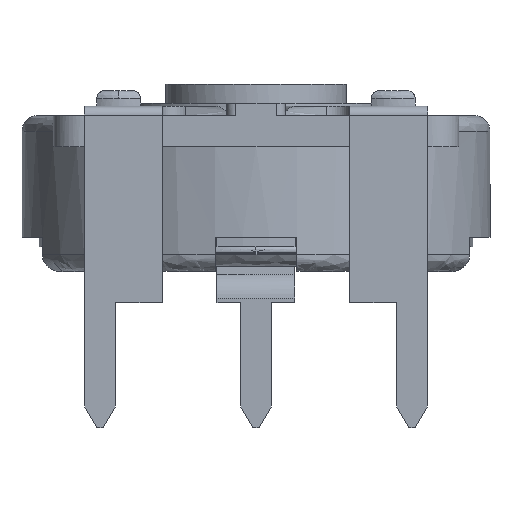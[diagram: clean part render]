
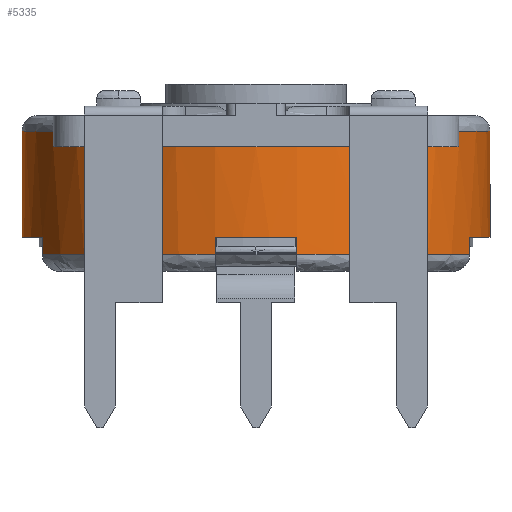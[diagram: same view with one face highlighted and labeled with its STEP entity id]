
A CAD part, front view. The second image highlights one B-rep face of the part: STEP entity #5335.
In plain terms, the highlighted cylindrical face has radius 7.5 mm (diameter 15 mm), a partial arc.
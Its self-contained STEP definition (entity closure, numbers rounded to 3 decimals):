
#164 = CIRCLE ( 'NONE', #1315, 7.5 ) ;
#187 = AXIS2_PLACEMENT_3D ( 'NONE', #2689, #308, #2019 ) ;
#252 = EDGE_CURVE ( 'NONE', #6229, #3743, #4054, .T. ) ;
#253 = EDGE_CURVE ( 'NONE', #6458, #525, #7156, .T. ) ;
#278 = ORIENTED_EDGE ( 'NONE', *, *, #7327, .T. ) ;
#301 = ORIENTED_EDGE ( 'NONE', *, *, #3451, .T. ) ;
#308 = DIRECTION ( 'NONE',  ( 0., 0., -1. ) ) ;
#397 = EDGE_CURVE ( 'NONE', #7763, #653, #580, .T. ) ;
#428 = CARTESIAN_POINT ( 'NONE',  ( -6.852, -3.05, 5. ) ) ;
#459 = VERTEX_POINT ( 'NONE', #2696 ) ;
#486 = CARTESIAN_POINT ( 'NONE',  ( -1.3, -7.386, 5. ) ) ;
#512 = ORIENTED_EDGE ( 'NONE', *, *, #5964, .F. ) ;
#525 = VERTEX_POINT ( 'NONE', #7837 ) ;
#555 = EDGE_CURVE ( 'NONE', #653, #7718, #4830, .T. ) ;
#580 = CIRCLE ( 'NONE', #5090, 7.5 ) ;
#614 = VERTEX_POINT ( 'NONE', #1862 ) ;
#647 = CARTESIAN_POINT ( 'NONE',  ( 0., 0., 1.55 ) ) ;
#653 = VERTEX_POINT ( 'NONE', #4956 ) ;
#808 = DIRECTION ( 'NONE',  ( 1., 0., 0. ) ) ;
#855 = CIRCLE ( 'NONE', #5359, 7.5 ) ;
#911 = DIRECTION ( 'NONE',  ( 1., 0., 0. ) ) ;
#1005 = AXIS2_PLACEMENT_3D ( 'NONE', #5235, #6412, #808 ) ;
#1018 = DIRECTION ( 'NONE',  ( 0., 0., 1. ) ) ;
#1028 = CARTESIAN_POINT ( 'NONE',  ( 0., 0., 5. ) ) ;
#1038 = LINE ( 'NONE', #3422, #5035 ) ;
#1061 = ORIENTED_EDGE ( 'NONE', *, *, #7223, .T. ) ;
#1184 = EDGE_LOOP ( 'NONE', ( #6098, #6864, #1061, #3874, #7385, #1358, #512, #2597, #1396, #7358, #301, #1724, #7348, #3969, #3458, #1209, #278 ) ) ;
#1209 = ORIENTED_EDGE ( 'NONE', *, *, #3711, .F. ) ;
#1252 = CARTESIAN_POINT ( 'NONE',  ( -6.5, -3.742, 5. ) ) ;
#1315 = AXIS2_PLACEMENT_3D ( 'NONE', #4312, #1868, #7465 ) ;
#1358 = ORIENTED_EDGE ( 'NONE', *, *, #4306, .F. ) ;
#1362 = DIRECTION ( 'NONE',  ( 0., 0., -1. ) ) ;
#1396 = ORIENTED_EDGE ( 'NONE', *, *, #5473, .F. ) ;
#1463 = CARTESIAN_POINT ( 'NONE',  ( 6.852, -3.05, 2.1 ) ) ;
#1574 = DIRECTION ( 'NONE',  ( 0., 0., -1. ) ) ;
#1684 = LINE ( 'NONE', #4773, #5639 ) ;
#1697 = VERTEX_POINT ( 'NONE', #2092 ) ;
#1724 = ORIENTED_EDGE ( 'NONE', *, *, #397, .T. ) ;
#1747 = CARTESIAN_POINT ( 'NONE',  ( 1.3, -7.386, 2.1 ) ) ;
#1862 = CARTESIAN_POINT ( 'NONE',  ( -6.5, -3.742, 5. ) ) ;
#1868 = DIRECTION ( 'NONE',  ( 0., 0., -1. ) ) ;
#1943 = VECTOR ( 'NONE', #2317, 1000. ) ;
#1946 = DIRECTION ( 'NONE',  ( 1., 0., 0. ) ) ;
#2019 = DIRECTION ( 'NONE',  ( 1., 0., 0. ) ) ;
#2066 = CARTESIAN_POINT ( 'NONE',  ( 0., 0., 2.1 ) ) ;
#2070 = DIRECTION ( 'NONE',  ( 1., 0., 0. ) ) ;
#2092 = CARTESIAN_POINT ( 'NONE',  ( -7.5, 0., 5.5 ) ) ;
#2100 = DIRECTION ( 'NONE',  ( 0., 0., -1. ) ) ;
#2127 = VERTEX_POINT ( 'NONE', #3519 ) ;
#2317 = DIRECTION ( 'NONE',  ( 0., 0., -1. ) ) ;
#2369 = CARTESIAN_POINT ( 'NONE',  ( -7.5, 0., 2.1 ) ) ;
#2405 = DIRECTION ( 'NONE',  ( 0., 0., -1. ) ) ;
#2447 = AXIS2_PLACEMENT_3D ( 'NONE', #4601, #2653, #2070 ) ;
#2597 = ORIENTED_EDGE ( 'NONE', *, *, #253, .F. ) ;
#2653 = DIRECTION ( 'NONE',  ( 0., 0., 1. ) ) ;
#2689 = CARTESIAN_POINT ( 'NONE',  ( 0., 0., 1.55 ) ) ;
#2696 = CARTESIAN_POINT ( 'NONE',  ( -6.5, -3.742, 5.5 ) ) ;
#2758 = EDGE_CURVE ( 'NONE', #7718, #3702, #855, .T. ) ;
#2976 = VECTOR ( 'NONE', #1018, 1000. ) ;
#3070 = LINE ( 'NONE', #486, #3482 ) ;
#3093 = CARTESIAN_POINT ( 'NONE',  ( 6.852, -3.05, 1.55 ) ) ;
#3114 = EDGE_CURVE ( 'NONE', #2127, #6594, #7723, .T. ) ;
#3197 = VECTOR ( 'NONE', #6099, 1000. ) ;
#3248 = LINE ( 'NONE', #3934, #4677 ) ;
#3363 = LINE ( 'NONE', #3472, #2976 ) ;
#3422 = CARTESIAN_POINT ( 'NONE',  ( 6.852, -3.05, 0.55 ) ) ;
#3451 = EDGE_CURVE ( 'NONE', #2127, #7763, #1684, .T. ) ;
#3458 = ORIENTED_EDGE ( 'NONE', *, *, #7821, .T. ) ;
#3472 = CARTESIAN_POINT ( 'NONE',  ( 1.3, -7.386, 0.55 ) ) ;
#3482 = VECTOR ( 'NONE', #7244, 1000. ) ;
#3485 = DIRECTION ( 'NONE',  ( 0., 0., -1. ) ) ;
#3519 = CARTESIAN_POINT ( 'NONE',  ( 7.5, 0., 2.1 ) ) ;
#3548 = CARTESIAN_POINT ( 'NONE',  ( 0., -7.5, 5. ) ) ;
#3590 = CIRCLE ( 'NONE', #6049, 7.5 ) ;
#3660 = DIRECTION ( 'NONE',  ( 1., 0., 0. ) ) ;
#3667 = VECTOR ( 'NONE', #5987, 1000. ) ;
#3702 = VERTEX_POINT ( 'NONE', #3548 ) ;
#3711 = EDGE_CURVE ( 'NONE', #459, #614, #4933, .T. ) ;
#3743 = VERTEX_POINT ( 'NONE', #2369 ) ;
#3744 = CARTESIAN_POINT ( 'NONE',  ( -1.3, -7.386, 1.55 ) ) ;
#3873 = CARTESIAN_POINT ( 'NONE',  ( 6.5, -3.742, 5. ) ) ;
#3874 = ORIENTED_EDGE ( 'NONE', *, *, #6417, .F. ) ;
#3893 = DIRECTION ( 'NONE',  ( 0., 0., 1. ) ) ;
#3934 = CARTESIAN_POINT ( 'NONE',  ( -7.5, 0., 5. ) ) ;
#3938 = DIRECTION ( 'NONE',  ( 1., 0., 0. ) ) ;
#3969 = ORIENTED_EDGE ( 'NONE', *, *, #2758, .T. ) ;
#4017 = CIRCLE ( 'NONE', #7905, 7.5 ) ;
#4054 = CIRCLE ( 'NONE', #4188, 7.5 ) ;
#4145 = CARTESIAN_POINT ( 'NONE',  ( -6.852, -3.05, 1.55 ) ) ;
#4188 = AXIS2_PLACEMENT_3D ( 'NONE', #2066, #2100, #1946 ) ;
#4276 = AXIS2_PLACEMENT_3D ( 'NONE', #7011, #1574, #911 ) ;
#4306 = EDGE_CURVE ( 'NONE', #7285, #5966, #3590, .T. ) ;
#4312 = CARTESIAN_POINT ( 'NONE',  ( 0., 0., 5.5 ) ) ;
#4552 = DIRECTION ( 'NONE',  ( -1., 0., 0. ) ) ;
#4601 = CARTESIAN_POINT ( 'NONE',  ( 0., 0., 5. ) ) ;
#4677 = VECTOR ( 'NONE', #3893, 1000. ) ;
#4680 = CIRCLE ( 'NONE', #4276, 7.5 ) ;
#4682 = DIRECTION ( 'NONE',  ( 0., 0., -1. ) ) ;
#4773 = CARTESIAN_POINT ( 'NONE',  ( 7.5, 0., 5. ) ) ;
#4830 = LINE ( 'NONE', #7218, #3667 ) ;
#4933 = LINE ( 'NONE', #1252, #3197 ) ;
#4956 = CARTESIAN_POINT ( 'NONE',  ( 6.5, -3.742, 5.5 ) ) ;
#5035 = VECTOR ( 'NONE', #4682, 1000. ) ;
#5090 = AXIS2_PLACEMENT_3D ( 'NONE', #7557, #1362, #7640 ) ;
#5205 = FACE_OUTER_BOUND ( 'NONE', #1184, .T. ) ;
#5235 = CARTESIAN_POINT ( 'NONE',  ( 0., 0., 2.1 ) ) ;
#5259 = CARTESIAN_POINT ( 'NONE',  ( -1.3, -7.386, 2.1 ) ) ;
#5335 = ADVANCED_FACE ( 'NONE', ( #5205 ), #6336, .T. ) ;
#5359 = AXIS2_PLACEMENT_3D ( 'NONE', #1028, #3485, #3938 ) ;
#5473 = EDGE_CURVE ( 'NONE', #6594, #6458, #1038, .T. ) ;
#5541 = VERTEX_POINT ( 'NONE', #3744 ) ;
#5639 = VECTOR ( 'NONE', #7940, 1000. ) ;
#5737 = VERTEX_POINT ( 'NONE', #4145 ) ;
#5931 = CARTESIAN_POINT ( 'NONE',  ( 7.5, 0., 5.5 ) ) ;
#5964 = EDGE_CURVE ( 'NONE', #525, #7285, #3363, .T. ) ;
#5966 = VERTEX_POINT ( 'NONE', #5259 ) ;
#5987 = DIRECTION ( 'NONE',  ( 0., 0., -1. ) ) ;
#6049 = AXIS2_PLACEMENT_3D ( 'NONE', #6566, #6531, #4552 ) ;
#6098 = ORIENTED_EDGE ( 'NONE', *, *, #7462, .F. ) ;
#6099 = DIRECTION ( 'NONE',  ( 0., 0., -1. ) ) ;
#6123 = EDGE_CURVE ( 'NONE', #5541, #5966, #3070, .T. ) ;
#6229 = VERTEX_POINT ( 'NONE', #6302 ) ;
#6302 = CARTESIAN_POINT ( 'NONE',  ( -6.852, -3.05, 2.1 ) ) ;
#6336 = CYLINDRICAL_SURFACE ( 'NONE', #2447, 7.5 ) ;
#6412 = DIRECTION ( 'NONE',  ( 0., 0., -1. ) ) ;
#6417 = EDGE_CURVE ( 'NONE', #5541, #5737, #4017, .T. ) ;
#6458 = VERTEX_POINT ( 'NONE', #3093 ) ;
#6531 = DIRECTION ( 'NONE',  ( 0., 0., -1. ) ) ;
#6566 = CARTESIAN_POINT ( 'NONE',  ( 0., 0., 2.1 ) ) ;
#6594 = VERTEX_POINT ( 'NONE', #1463 ) ;
#6864 = ORIENTED_EDGE ( 'NONE', *, *, #252, .F. ) ;
#7011 = CARTESIAN_POINT ( 'NONE',  ( 0., 0., 5. ) ) ;
#7156 = CIRCLE ( 'NONE', #187, 7.5 ) ;
#7218 = CARTESIAN_POINT ( 'NONE',  ( 6.5, -3.742, 5. ) ) ;
#7223 = EDGE_CURVE ( 'NONE', #6229, #5737, #7883, .T. ) ;
#7244 = DIRECTION ( 'NONE',  ( 0., 0., 1. ) ) ;
#7285 = VERTEX_POINT ( 'NONE', #1747 ) ;
#7327 = EDGE_CURVE ( 'NONE', #459, #1697, #164, .T. ) ;
#7348 = ORIENTED_EDGE ( 'NONE', *, *, #555, .T. ) ;
#7358 = ORIENTED_EDGE ( 'NONE', *, *, #3114, .F. ) ;
#7385 = ORIENTED_EDGE ( 'NONE', *, *, #6123, .T. ) ;
#7462 = EDGE_CURVE ( 'NONE', #3743, #1697, #3248, .T. ) ;
#7465 = DIRECTION ( 'NONE',  ( 1., 0., 0. ) ) ;
#7557 = CARTESIAN_POINT ( 'NONE',  ( 0., 0., 5.5 ) ) ;
#7640 = DIRECTION ( 'NONE',  ( 1., 0., 0. ) ) ;
#7718 = VERTEX_POINT ( 'NONE', #3873 ) ;
#7723 = CIRCLE ( 'NONE', #1005, 7.5 ) ;
#7763 = VERTEX_POINT ( 'NONE', #5931 ) ;
#7821 = EDGE_CURVE ( 'NONE', #3702, #614, #4680, .T. ) ;
#7837 = CARTESIAN_POINT ( 'NONE',  ( 1.3, -7.386, 1.55 ) ) ;
#7883 = LINE ( 'NONE', #428, #1943 ) ;
#7905 = AXIS2_PLACEMENT_3D ( 'NONE', #647, #2405, #3660 ) ;
#7940 = DIRECTION ( 'NONE',  ( 0., 0., 1. ) ) ;
